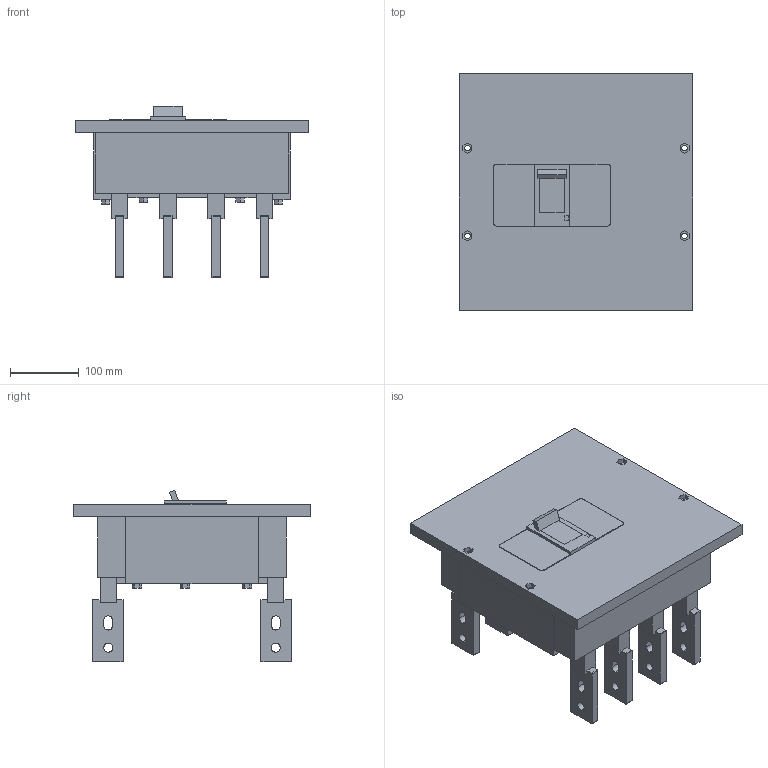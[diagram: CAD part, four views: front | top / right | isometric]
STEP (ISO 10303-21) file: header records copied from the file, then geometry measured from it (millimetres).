
FILE_DESCRIPTION(('CoCreate Modeling STEP Export'),'2;1');
FILE_NAME('Ｓ１０００ＣＥ４Ｐ.stp','2014-03-31T 8:10:37',(''),(''),'CoCreate Modeling STEP processor for AP214 (Solid Model)','CoCreate Modeling 17.0 01-Apr-2010 (C) Parametric Technology GmbH','');
FILE_SCHEMA(('AUTOMOTIVE_DESIGN { 1 0 10303 214 1 1 1 1 }'));
Length unit declared in the file: millimetre
Products named in the file (3): P1; P2; Ｓ１０００ＣＥ４Ｐ
Assembly tree (2 placements, depth 2):
  Ｓ１０００ＣＥ４Ｐ
    P2
    P1
Bounding box: 338 x 343 x 248.18 mm (x, y, z)
Volume: 9919604.2 mm3; surface area: 679306.1 mm2
Topology: 2 solids, 2 shells, 388 faces, 1068 edges, 712 vertices
Faces by surface type: plane 296, cylinder 92
Entity records: 13787 total; most frequent: ORIENTED_EDGE 2136, CARTESIAN_POINT 2054, DIRECTION 1817, EDGE_CURVE 1068, VECTOR 867, LINE 867, VERTEX_POINT 712, AXIS2_PLACEMENT_3D 475
